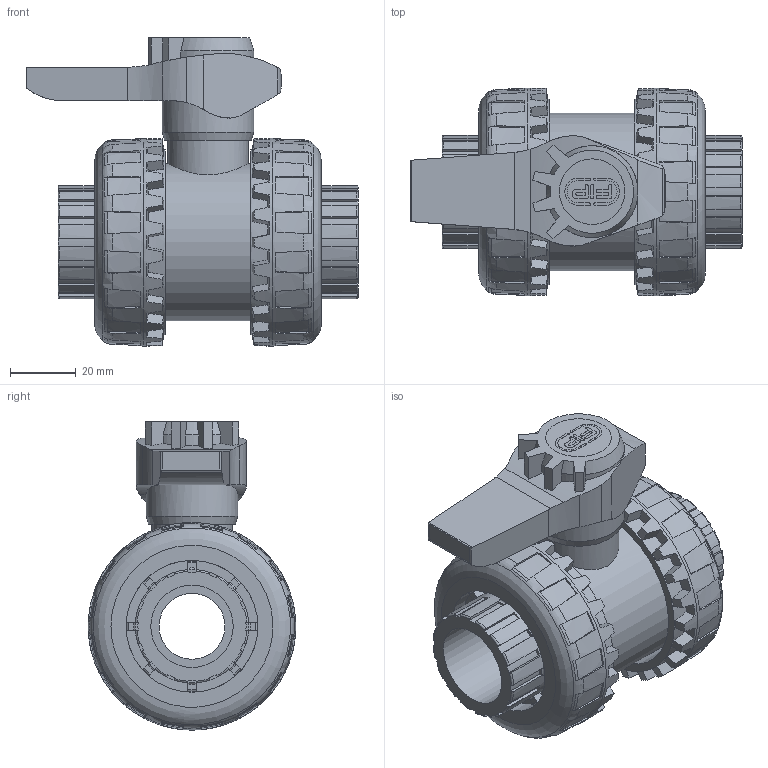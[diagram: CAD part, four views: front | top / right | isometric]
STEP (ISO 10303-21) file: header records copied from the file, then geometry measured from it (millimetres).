
FILE_DESCRIPTION(/* description */ (''),/* implementation_level */ '2;1');
FILE_NAME(/* name */ 'VXEIV025E.iam.stp',/* time_stamp */ '2014-06-09T14:31:37+02:00',/* author */ ('bfaro'),/* organization */ (''),/* preprocessor_version */ 'ST-DEVELOPER v15.6',/* originating_system */ 'Autodesk Inventor 2015',/* authorisation */ '');
FILE_SCHEMA (('AUTOMOTIVE_DESIGN { 1 0 10303 214 3 1 1 }'));
Length unit declared in the file: millimetre
Products named in the file (6): corpo valvola VEE 25; NTVXE025V; ENDIV025; HSVXE025; Piastrina 25; VXEIV025E
Bounding box: 100.71 x 63 x 93.5 mm (x, y, z)
Volume: 170112.3 mm3; surface area: 59017.5 mm2
Topology: 7 solids, 7 shells, 774 faces, 2226 edges, 1484 vertices
Faces by surface type: plane 426, cone 135, cylinder 124, torus 88, bspline 1
Full cylindrical faces by diameter (mm): 19.9 x2, 20 x2, 24.5 x1, 25 x3, 27.848 x1, 34.4 x2, 40 x2, 43.8 x2, 47.7 x3, 48.3 x2, 51.2 x2
Entity records: 16082 total; most frequent: CARTESIAN_POINT 4299, DIRECTION 2538, ORIENTED_EDGE 2496, EDGE_CURVE 1248, AXIS2_PLACEMENT_3D 1060, VERTEX_POINT 843, EDGE_LOOP 489, FACE_OUTER_BOUND 449
